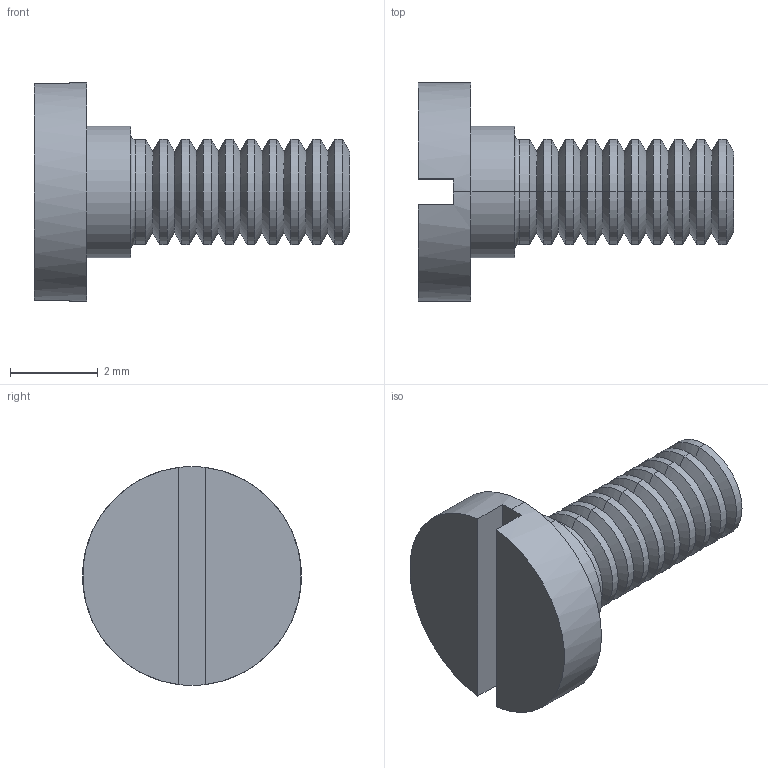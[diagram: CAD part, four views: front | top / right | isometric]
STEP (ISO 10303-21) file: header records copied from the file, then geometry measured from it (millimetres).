
FILE_DESCRIPTION (( 'STEP AP214' ), '1' );
FILE_NAME ('Carriage - Bell Screw M2.4 x 6 x 5.STEP', '2025-07-06T08:34:31', ( '' ), ( '' ), 'SwSTEP 2.0', 'SolidWorks 2025', '' );
FILE_SCHEMA (( 'AUTOMOTIVE_DESIGN' ));
Length unit declared in the file: millimetre
Products named in the file (1): Carriage - Bell Screw M2.4 x 6 x 5_KS 1021 FF - M2.2 x 6-S
Bounding box: 7.2 x 5 x 5 mm (x, y, z)
Volume: 47.9 mm3; surface area: 127.7 mm2
Topology: 1 solids, 1 shells, 72 faces, 146 edges, 78 vertices
Faces by surface type: cone 38, cylinder 24, plane 8, torus 2
Entity records: 1876 total; most frequent: DIRECTION 368, CARTESIAN_POINT 297, ORIENTED_EDGE 292, AXIS2_PLACEMENT_3D 149, EDGE_CURVE 146, VERTEX_POINT 78, CIRCLE 76, EDGE_LOOP 74
